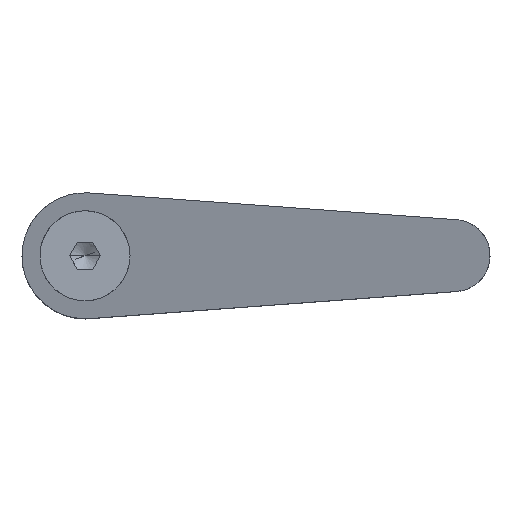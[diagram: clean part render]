
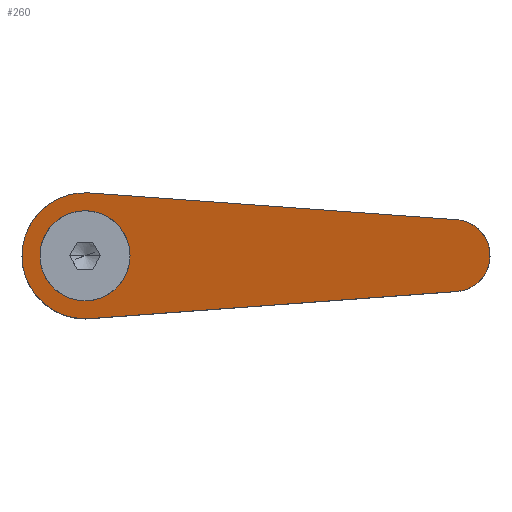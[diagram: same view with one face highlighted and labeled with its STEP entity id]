
A CAD part, top view. The second image highlights one B-rep face of the part: STEP entity #260.
In plain terms, the highlighted planar face has unit normal (-0.28, 0, 0.96).
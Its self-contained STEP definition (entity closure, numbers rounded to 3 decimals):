
#214=EDGE_CURVE('',#268,#470,#565,.T.);
#230=EDGE_CURVE('',#472,#268,#582,.T.);
#240=EDGE_CURVE('',#470,#472,#592,.T.);
#260=ADVANCED_FACE('',(#614,#615),#616,.F.);
#268=VERTEX_POINT('',#624);
#384=VERTEX_POINT('',#754);
#386=EDGE_CURVE('',#412,#384,#756,.T.);
#412=VERTEX_POINT('',#786);
#418=EDGE_CURVE('',#440,#494,#792,.T.);
#426=EDGE_CURVE('',#494,#412,#800,.T.);
#440=VERTEX_POINT('',#817);
#470=VERTEX_POINT('',#848);
#472=VERTEX_POINT('',#850);
#484=EDGE_CURVE('',#384,#510,#864,.T.);
#494=VERTEX_POINT('',#877);
#506=EDGE_CURVE('',#510,#440,#889,.T.);
#510=VERTEX_POINT('',#895);
#565=ELLIPSE('',#953,5.209,5.0);
#582=ELLIPSE('',#992,5.209,5.0);
#592=ELLIPSE('',#1010,5.209,5.0);
#614=FACE_OUTER_BOUND('',#1053,.T.);
#615=FACE_BOUND('',#1054,.T.);
#616=PLANE('',#1055);
#624=CARTESIAN_POINT('',(0.,-5.0,62.545));
#754=CARTESIAN_POINT('',(41.293,-3.989,74.606));
#756=LINE('',#1261,#1262);
#786=CARTESIAN_POINT('',(0.512,-6.981,62.694));
#792=ELLIPSE('',#1305,7.293,7.0);
#800=ELLIPSE('',#1316,7.293,7.0);
#817=CARTESIAN_POINT('',(0.512,6.981,62.694));
#848=CARTESIAN_POINT('',(0.,5.0,62.545));
#850=CARTESIAN_POINT('',(-1.548,-4.754,62.092));
#864=ELLIPSE('',#1401,4.167,4.);
#877=CARTESIAN_POINT('',(-7.,0.,60.5));
#889=LINE('',#1453,#1454);
#895=CARTESIAN_POINT('',(41.293,3.989,74.606));
#953=AXIS2_PLACEMENT_3D('',#1513,#1514,#1515);
#992=AXIS2_PLACEMENT_3D('',#1527,#1528,#1529);
#1010=AXIS2_PLACEMENT_3D('',#1536,#1537,#1538);
#1053=EDGE_LOOP('',(#1561,#1562,#1563,#1564,#1565));
#1054=EDGE_LOOP('',(#1566,#1567,#1568));
#1055=AXIS2_PLACEMENT_3D('',#1569,#1570,#1571);
#1261=CARTESIAN_POINT('',(44.068,-3.786,75.417));
#1262=VECTOR('',#1725,1.0);
#1305=AXIS2_PLACEMENT_3D('',#1766,#1767,#1768);
#1316=AXIS2_PLACEMENT_3D('',#1775,#1776,#1777);
#1401=AXIS2_PLACEMENT_3D('',#1849,#1850,#1851);
#1453=CARTESIAN_POINT('',(25.273,5.165,69.927));
#1454=VECTOR('',#1875,1.0);
#1513=CARTESIAN_POINT('',(0.0,0.0,62.545));
#1514=DIRECTION('',(-0.28,0.,0.96));
#1515=DIRECTION('',(-0.96,0.0,-0.28));
#1527=CARTESIAN_POINT('',(0.0,0.0,62.545));
#1528=DIRECTION('',(-0.28,0.,0.96));
#1529=DIRECTION('',(-0.96,0.0,-0.28));
#1536=CARTESIAN_POINT('',(0.0,0.0,62.545));
#1537=DIRECTION('',(-0.28,0.,0.96));
#1538=DIRECTION('',(-0.96,0.0,-0.28));
#1561=ORIENTED_EDGE('',*,*,#418,.T.);
#1562=ORIENTED_EDGE('',*,*,#426,.T.);
#1563=ORIENTED_EDGE('',*,*,#386,.T.);
#1564=ORIENTED_EDGE('',*,*,#484,.T.);
#1565=ORIENTED_EDGE('',*,*,#506,.T.);
#1566=ORIENTED_EDGE('',*,*,#230,.F.);
#1567=ORIENTED_EDGE('',*,*,#240,.F.);
#1568=ORIENTED_EDGE('',*,*,#214,.F.);
#1569=CARTESIAN_POINT('',(19.395,0.,68.21));
#1570=DIRECTION('',(0.28,0.,-0.96));
#1571=DIRECTION('',(0.269,0.96,0.079));
#1725=DIRECTION('',(0.958,0.07,0.28));
#1766=CARTESIAN_POINT('',(0.,0.,62.545));
#1767=DIRECTION('',(-0.28,0.,0.96));
#1768=DIRECTION('',(-0.96,0.,-0.28));
#1775=CARTESIAN_POINT('',(0.,0.,62.545));
#1776=DIRECTION('',(-0.28,0.,0.96));
#1777=DIRECTION('',(-0.96,0.,-0.28));
#1849=CARTESIAN_POINT('',(41.0,0.0,74.521));
#1850=DIRECTION('',(-0.28,0.,0.96));
#1851=DIRECTION('',(0.96,0.,0.28));
#1875=DIRECTION('',(-0.958,0.07,-0.28));
